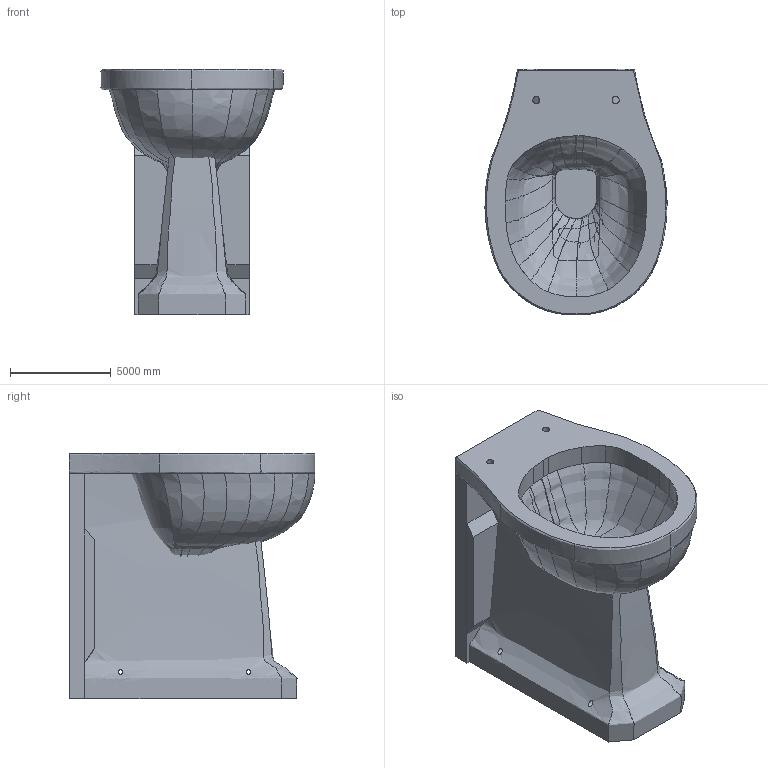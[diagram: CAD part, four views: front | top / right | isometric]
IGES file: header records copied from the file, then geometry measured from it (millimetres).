
Global section: file name: B21H; native system: AutoCAD 2016 - English; preprocessor: Autodesk Translation Framework DWG producer (atf_dwg_producer); organization: unknown; date: 20161014.085301; units: inch
Bounding box: 9046.16 x 12218.95 x 12192 mm (x, y, z)
Volume: 364515171502 mm3; surface area: 818578034 mm2
Topology: 4 solids, 4 shells, 147 faces, 461 edges, 321 vertices
Faces by surface type: bspline 147
